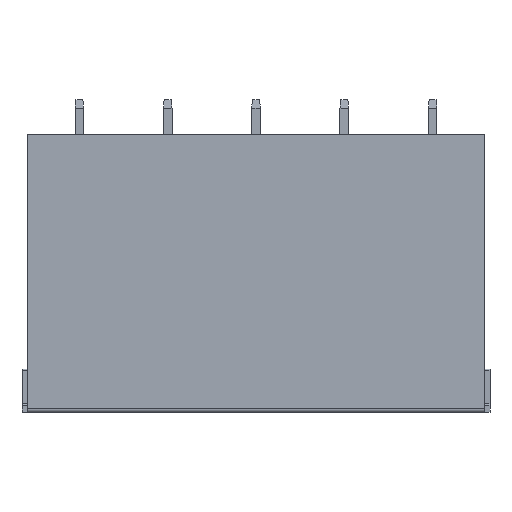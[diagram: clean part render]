
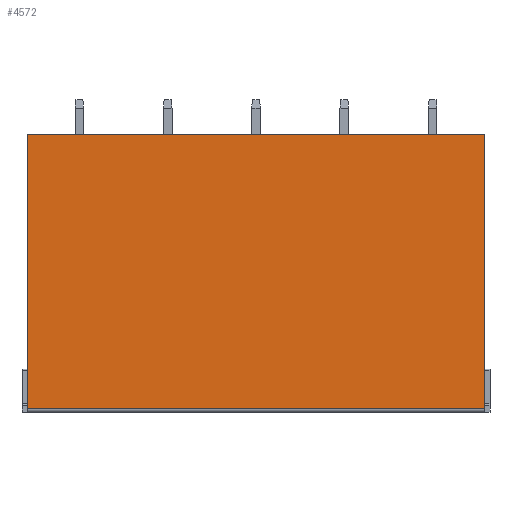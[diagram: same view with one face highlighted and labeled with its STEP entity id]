
A CAD part, left-side view. The second image highlights one B-rep face of the part: STEP entity #4572.
In plain terms, the highlighted planar face has unit normal (-1, 0, 0).
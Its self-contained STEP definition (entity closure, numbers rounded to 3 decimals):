
#94=DIRECTION('',(0.,0.,1.));
#95=VECTOR('',#94,31.6);
#96=CARTESIAN_POINT('',(-6.7,0.,-15.6));
#97=LINE('',#96,#95);
#501=DIRECTION('',(0.,0.,1.));
#502=VECTOR('',#501,31.6);
#503=CARTESIAN_POINT('',(-6.7,-52.64,-15.6));
#504=LINE('',#503,#502);
#666=DIRECTION('',(0.,-1.,0.));
#667=VECTOR('',#666,52.64);
#668=CARTESIAN_POINT('',(-6.7,0.,-15.6));
#669=LINE('',#668,#667);
#670=DIRECTION('',(0.,-1.,0.));
#671=VECTOR('',#670,52.64);
#672=CARTESIAN_POINT('',(-6.7,0.,16.));
#673=LINE('',#672,#671);
#3169=CARTESIAN_POINT('',(-6.7,0.,16.));
#3171=VERTEX_POINT('',#3169);
#3178=CARTESIAN_POINT('',(-6.7,0.,-15.6));
#3180=VERTEX_POINT('',#3178);
#3181=CARTESIAN_POINT('',(-6.7,-52.64,16.));
#3183=VERTEX_POINT('',#3181);
#3190=CARTESIAN_POINT('',(-6.7,-52.64,-15.6));
#3192=VERTEX_POINT('',#3190);
#4560=CARTESIAN_POINT('',(-6.7,0.,-15.6));
#4561=DIRECTION('',(-1.,0.,0.));
#4562=DIRECTION('',(0.,0.,1.));
#4563=AXIS2_PLACEMENT_3D('',#4560,#4561,#4562);
#4564=PLANE('',#4563);
#4565=ORIENTED_EDGE('',*,*,#4109,.T.);
#4567=ORIENTED_EDGE('',*,*,#4566,.T.);
#4568=ORIENTED_EDGE('',*,*,#4342,.F.);
#4569=ORIENTED_EDGE('',*,*,#4553,.F.);
#4570=EDGE_LOOP('',(#4565,#4567,#4568,#4569));
#4571=FACE_OUTER_BOUND('',#4570,.F.);
#4109=EDGE_CURVE('',#3180,#3171,#97,.T.);
#4342=EDGE_CURVE('',#3192,#3183,#504,.T.);
#4553=EDGE_CURVE('',#3180,#3192,#669,.T.);
#4566=EDGE_CURVE('',#3171,#3183,#673,.T.);
#4572=ADVANCED_FACE('',(#4571),#4564,.T.);
